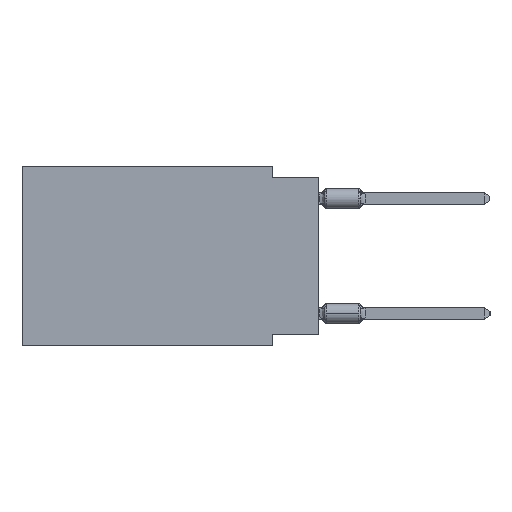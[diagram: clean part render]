
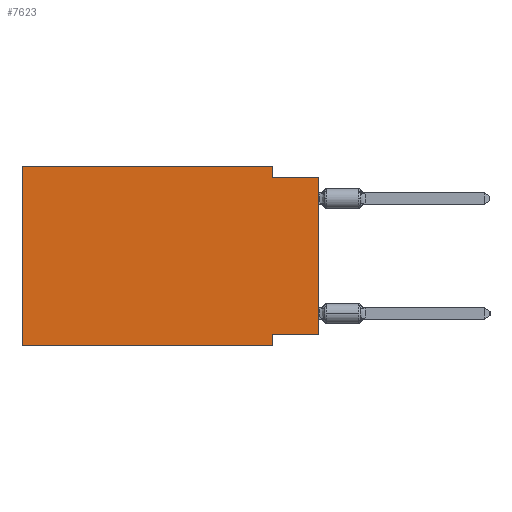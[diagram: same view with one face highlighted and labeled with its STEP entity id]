
A CAD part, left-side view. The second image highlights one B-rep face of the part: STEP entity #7623.
In plain terms, the highlighted planar face has unit normal (-1, 0, 0).
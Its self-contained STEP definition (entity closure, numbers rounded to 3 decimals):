
#193 = CARTESIAN_POINT ( 'NONE',  ( 0., 2.54, -9.906 ) ) ;
#838 = VECTOR ( 'NONE', #6448, 1000. ) ;
#850 = EDGE_LOOP ( 'NONE', ( #19406, #9234, #17436, #4144, #31862, #30831, #879, #18970 ) ) ;
#879 = ORIENTED_EDGE ( 'NONE', *, *, #21164, .F. ) ;
#1189 = CARTESIAN_POINT ( 'NONE',  ( 0., 2.54, -9.271 ) ) ;
#1518 = CARTESIAN_POINT ( 'NONE',  ( 0., 0., -0.635 ) ) ;
#2151 = EDGE_CURVE ( 'NONE', #10085, #25273, #5011, .T. ) ;
#2480 = EDGE_CURVE ( 'NONE', #25273, #11905, #29530, .T. ) ;
#2654 = DIRECTION ( 'NONE',  ( 0., 0., -1. ) ) ;
#2690 = DIRECTION ( 'NONE',  ( 0., 0., 1. ) ) ;
#2997 = LINE ( 'NONE', #20793, #10306 ) ;
#3031 = DIRECTION ( 'NONE',  ( 1., 0., 0. ) ) ;
#3191 = LINE ( 'NONE', #13256, #28074 ) ;
#3195 = FACE_OUTER_BOUND ( 'NONE', #850, .T. ) ;
#3780 = LINE ( 'NONE', #23909, #22192 ) ;
#3934 = LINE ( 'NONE', #27912, #6366 ) ;
#4144 = ORIENTED_EDGE ( 'NONE', *, *, #2480, .F. ) ;
#4168 = CARTESIAN_POINT ( 'NONE',  ( 0., 0., -9.271 ) ) ;
#5011 = LINE ( 'NONE', #25129, #26294 ) ;
#5198 = PLANE ( 'NONE',  #17004 ) ;
#5221 = VERTEX_POINT ( 'NONE', #13330 ) ;
#5638 = DIRECTION ( 'NONE',  ( 0., -1., 0. ) ) ;
#6366 = VECTOR ( 'NONE', #6407, 1000. ) ;
#6407 = DIRECTION ( 'NONE',  ( 0., 0., -1. ) ) ;
#6448 = DIRECTION ( 'NONE',  ( 0., -1., 0. ) ) ;
#7361 = EDGE_CURVE ( 'NONE', #29430, #11935, #3191, .T. ) ;
#7442 = VECTOR ( 'NONE', #12993, 1000. ) ;
#7600 = LINE ( 'NONE', #193, #16103 ) ;
#7623 = ADVANCED_FACE ( 'NONE', ( #3195 ), #5198, .F. ) ;
#8041 = LINE ( 'NONE', #12513, #7442 ) ;
#9234 = ORIENTED_EDGE ( 'NONE', *, *, #19866, .F. ) ;
#10037 = CARTESIAN_POINT ( 'NONE',  ( 0., 16.383, -9.906 ) ) ;
#10085 = VERTEX_POINT ( 'NONE', #10037 ) ;
#10306 = VECTOR ( 'NONE', #5638, 1000. ) ;
#11569 = CARTESIAN_POINT ( 'NONE',  ( 0., 2.54, 0. ) ) ;
#11905 = VERTEX_POINT ( 'NONE', #11569 ) ;
#11935 = VERTEX_POINT ( 'NONE', #1189 ) ;
#12154 = CARTESIAN_POINT ( 'NONE',  ( 0., 16.383, 0. ) ) ;
#12513 = CARTESIAN_POINT ( 'NONE',  ( 0., 0., -0.635 ) ) ;
#12993 = DIRECTION ( 'NONE',  ( 0., -1., 0. ) ) ;
#13256 = CARTESIAN_POINT ( 'NONE',  ( 0., 0., -9.271 ) ) ;
#13330 = CARTESIAN_POINT ( 'NONE',  ( 0., 2.54, -0.635 ) ) ;
#15213 = EDGE_CURVE ( 'NONE', #10085, #31760, #2997, .T. ) ;
#15264 = CARTESIAN_POINT ( 'NONE',  ( 0., 16.383, 0. ) ) ;
#16103 = VECTOR ( 'NONE', #2654, 1000. ) ;
#17004 = AXIS2_PLACEMENT_3D ( 'NONE', #15264, #3031, #25308 ) ;
#17436 = ORIENTED_EDGE ( 'NONE', *, *, #19569, .F. ) ;
#18970 = ORIENTED_EDGE ( 'NONE', *, *, #7361, .F. ) ;
#19406 = ORIENTED_EDGE ( 'NONE', *, *, #23565, .T. ) ;
#19569 = EDGE_CURVE ( 'NONE', #11905, #5221, #3934, .T. ) ;
#19866 = EDGE_CURVE ( 'NONE', #5221, #22275, #8041, .T. ) ;
#20793 = CARTESIAN_POINT ( 'NONE',  ( 0., 16.383, -9.906 ) ) ;
#21164 = EDGE_CURVE ( 'NONE', #11935, #31760, #7600, .T. ) ;
#22192 = VECTOR ( 'NONE', #26542, 1000. ) ;
#22275 = VERTEX_POINT ( 'NONE', #1518 ) ;
#23313 = DIRECTION ( 'NONE',  ( 0., 1., 0. ) ) ;
#23565 = EDGE_CURVE ( 'NONE', #29430, #22275, #3780, .T. ) ;
#23909 = CARTESIAN_POINT ( 'NONE',  ( 0., 0., 0. ) ) ;
#24969 = CARTESIAN_POINT ( 'NONE',  ( 0., 2.54, -9.906 ) ) ;
#25129 = CARTESIAN_POINT ( 'NONE',  ( 0., 16.383, 0. ) ) ;
#25273 = VERTEX_POINT ( 'NONE', #12154 ) ;
#25308 = DIRECTION ( 'NONE',  ( 0., 0., -1. ) ) ;
#26294 = VECTOR ( 'NONE', #2690, 1000. ) ;
#26542 = DIRECTION ( 'NONE',  ( 0., 0., 1. ) ) ;
#26895 = CARTESIAN_POINT ( 'NONE',  ( 0., 16.383, 0. ) ) ;
#27912 = CARTESIAN_POINT ( 'NONE',  ( 0., 2.54, 0. ) ) ;
#28074 = VECTOR ( 'NONE', #23313, 1000. ) ;
#29430 = VERTEX_POINT ( 'NONE', #4168 ) ;
#29530 = LINE ( 'NONE', #26895, #838 ) ;
#30831 = ORIENTED_EDGE ( 'NONE', *, *, #15213, .T. ) ;
#31760 = VERTEX_POINT ( 'NONE', #24969 ) ;
#31862 = ORIENTED_EDGE ( 'NONE', *, *, #2151, .F. ) ;
